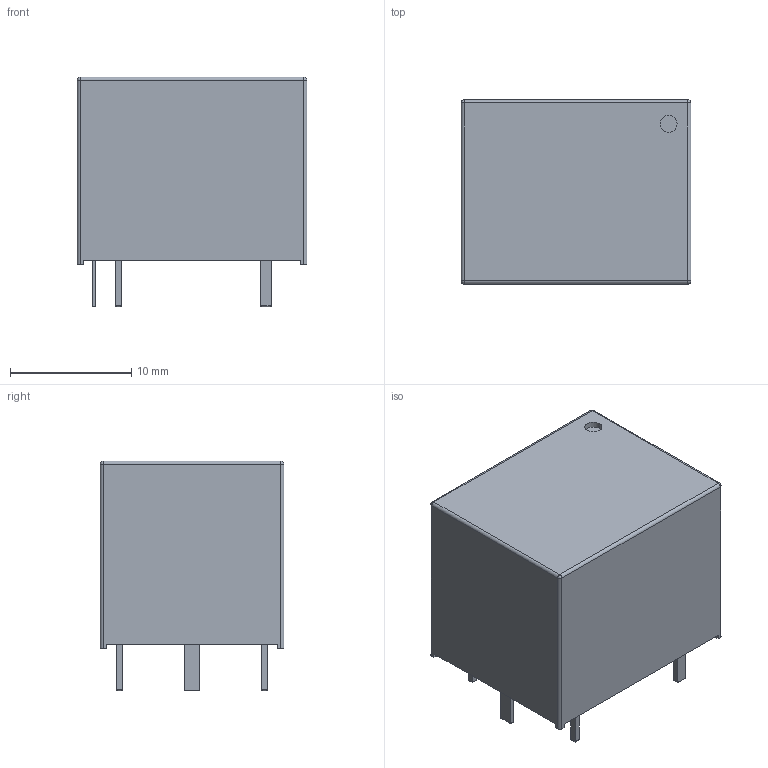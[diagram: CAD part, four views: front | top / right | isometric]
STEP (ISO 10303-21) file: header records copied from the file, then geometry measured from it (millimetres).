
FILE_DESCRIPTION (( 'STEP AP214' ), '1' );
FILE_NAME ('Relay_SPDT_Finder_36.11.STEP', '2023-05-06T00:37:06', ( '' ), ( '' ), 'SwSTEP 2.0', 'SolidWorks 2020', '' );
FILE_SCHEMA (( 'AUTOMOTIVE_DESIGN' ));
Length unit declared in the file: millimetre
Products named in the file (1): Relay_SPDT_Finder_36.11
Bounding box: 19 x 15.2 x 19 mm (x, y, z)
Volume: 4371.3 mm3; surface area: 1651.3 mm2
Topology: 1 solids, 1 shells, 78 faces, 182 edges, 108 vertices
Faces by surface type: plane 44, cylinder 30, sphere 4
Entity records: 2523 total; most frequent: CARTESIAN_POINT 425, ORIENTED_EDGE 356, DIRECTION 336, EDGE_CURVE 178, VECTOR 138, LINE 138, VERTEX_POINT 108, AXIS2_PLACEMENT_3D 99
